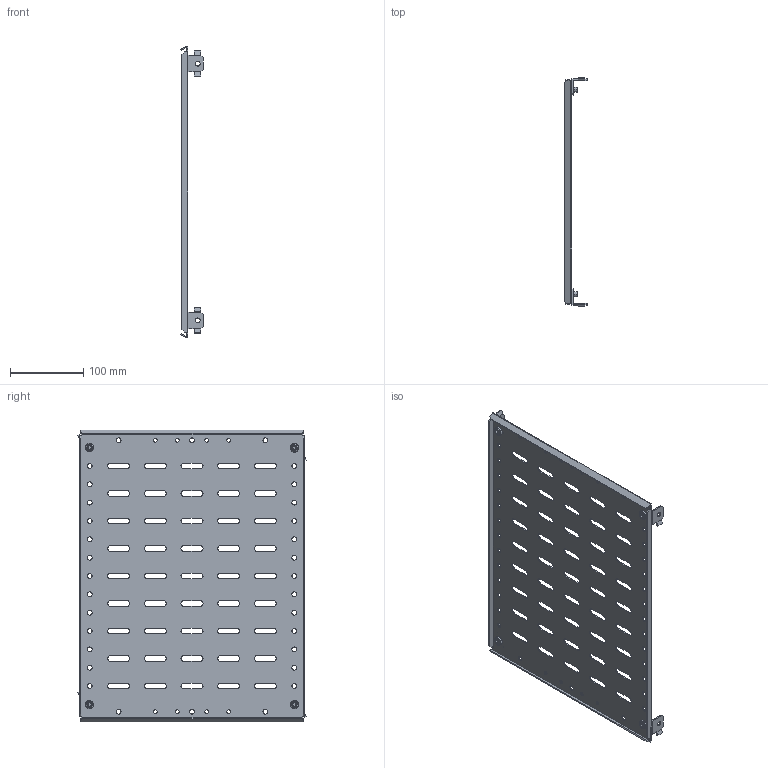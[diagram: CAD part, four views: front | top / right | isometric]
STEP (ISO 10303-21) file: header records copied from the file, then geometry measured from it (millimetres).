
FILE_DESCRIPTION (( 'STEP AP203' ), '1' );
FILE_NAME ('FO-00-SWF-040-040 FORMAT Ïåðåãîðîäêà ñåêöèîíèðîâàíèÿ çàäíÿÿ 400õ400 IEK.STEP', '2024-07-04T09:23:14', ( '' ), ( '' ), 'SwSTEP 2.0', 'SolidWorks 2022', '' );
FILE_SCHEMA (( 'CONFIG_CONTROL_DESIGN' ));
Length unit declared in the file: millimetre
Products named in the file (1): FO-00-SWF-040-040 FORMAT Перегородка секционирования задняя 400х400 IEK
Bounding box: 30.52 x 311.5 x 397.66 mm (x, y, z)
Volume: 190020.9 mm3; surface area: 259275.3 mm2
Topology: 9 solids, 9 shells, 597 faces, 1681 edges, 1110 vertices
Faces by surface type: cylinder 315, plane 250, cone 16, torus 16
Entity records: 19946 total; most frequent: DIRECTION 3555, CARTESIAN_POINT 3389, ORIENTED_EDGE 3362, EDGE_CURVE 1681, AXIS2_PLACEMENT_3D 1276, VERTEX_POINT 1110, LINE 1003, VECTOR 1003
